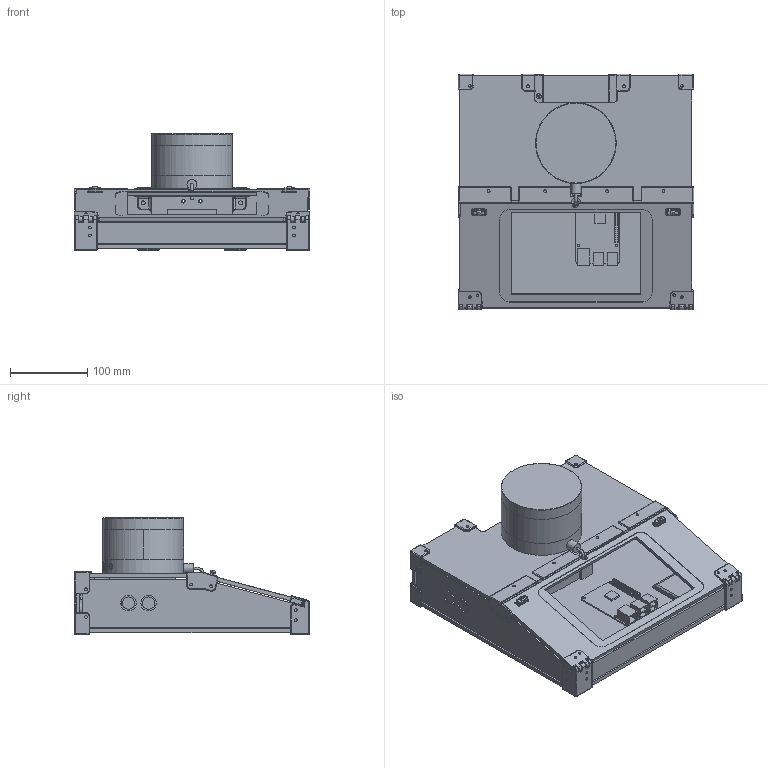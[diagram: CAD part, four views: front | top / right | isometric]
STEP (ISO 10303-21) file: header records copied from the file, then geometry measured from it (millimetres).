
FILE_DESCRIPTION(/* description */ (''),/* implementation_level */ '2;1');
FILE_NAME(/* name */ 'Chassi v41.step',/* time_stamp */ '2019-05-04T16:06:55+02:00',/* author */ ('149777GNECF'),/* organization */ (''),/* preprocessor_version */ 'ST-DEVELOPER v18',/* originating_system */ 'Autodesk Translation Framework v8.2.0.1029',/* authorisation */ '');
FILE_SCHEMA (('AUTOMOTIVE_DESIGN { 1 0 10303 214 3 1 1 }'));
Products named in the file (24): Chassi; Bunnplate; Brakett FV; Brakett FV v4(Mirror); Topp; hjulskjerm; Batteriholder3; Velodyne2; Raspi3B+_Mock; Skjemplate; Bak; SkjermFeste; Ultrasonic; Side; Front; Component1; Component2; Kamera; Bryter; Brakett BV; Component3; Component4; Component3(Mirror); Component4(Mirror)
Assembly tree (32 placements, depth 3):
  Chassi
    Bunnplate
    Brakett FV  x2
    Brakett FV v4(Mirror)  x2
    Topp
    Side  x2
    hjulskjerm  x4
    Batteriholder3
    Velodyne2
    Raspi3B+_Mock
    Skjemplate
    Bak
    SkjermFeste
    Ultrasonic  x4
    Front
      Component1
      Component2
    Kamera
    Bryter
    Brakett BV
      Component3
      Component4
    Component3(Mirror)
    Component4(Mirror)
Bounding box: 304.25 x 304 x 150.14 mm (x, y, z)
Volume: 1927131.4 mm3; surface area: 726780.8 mm2
Topology: 42 solids, 51 shells, 2197 faces, 5858 edges, 3809 vertices
Faces by surface type: plane 1176, cylinder 633, bspline 194, torus 118, sphere 76
Full cylindrical faces by diameter (mm): 1.37 x1, 2.5 x1, 3.5 x52, 3.81 x1, 4 x4, 4.5 x4, 5 x2, 5.12 x49, 5.5 x1, 6.1 x1, 6.35 x1, 6.5 x1, 8.2 x1, 8.465 x1, 9 x1, 12.7 x1, 15 x1, 16 x8, 20 x8, 104.14 x1
Entity records: 65896 total; most frequent: CARTESIAN_POINT 16973, ORIENTED_EDGE 10040, DIRECTION 9755, EDGE_CURVE 5120, VERTEX_POINT 3345, AXIS2_PLACEMENT_3D 3334, LINE 3087, VECTOR 3087
